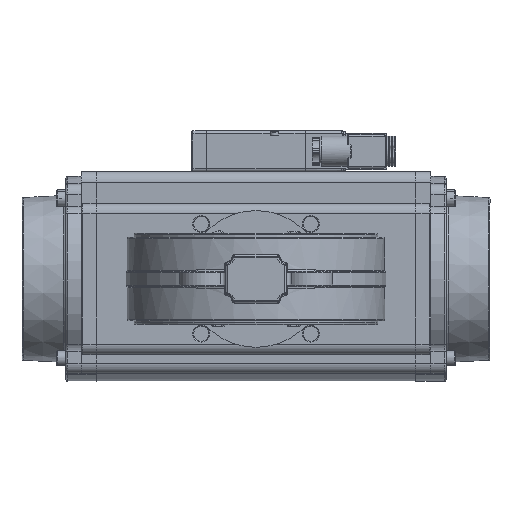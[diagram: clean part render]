
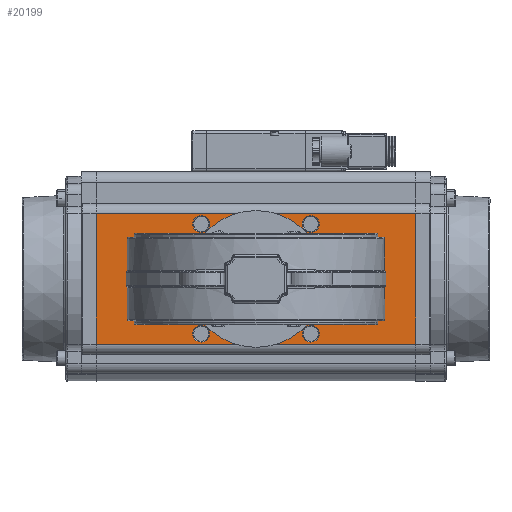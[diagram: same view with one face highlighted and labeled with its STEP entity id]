
A CAD part, front view. The second image highlights one B-rep face of the part: STEP entity #20199.
In plain terms, the highlighted planar face has unit normal (0, -1, 0).
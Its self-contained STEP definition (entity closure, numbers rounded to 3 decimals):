
#354=FACE_BOUND('',#3494,.T.);
#355=FACE_BOUND('',#3495,.T.);
#356=FACE_BOUND('',#3496,.T.);
#357=FACE_BOUND('',#3497,.T.);
#358=FACE_BOUND('',#3498,.T.);
#359=FACE_BOUND('',#3499,.T.);
#360=FACE_BOUND('',#3500,.T.);
#361=FACE_BOUND('',#3501,.T.);
#362=FACE_BOUND('',#3502,.T.);
#1036=PLANE('',#22490);
#2237=FACE_OUTER_BOUND('',#3493,.T.);
#3493=EDGE_LOOP('',(#16441,#16442,#16443,#16444));
#3494=EDGE_LOOP('',(#16445));
#3495=EDGE_LOOP('',(#16446));
#3496=EDGE_LOOP('',(#16447));
#3497=EDGE_LOOP('',(#16448));
#3498=EDGE_LOOP('',(#16449));
#3499=EDGE_LOOP('',(#16450));
#3500=EDGE_LOOP('',(#16451));
#3501=EDGE_LOOP('',(#16452));
#3502=EDGE_LOOP('',(#16453));
#4709=LINE('',#36575,#5960);
#4731=LINE('',#36634,#5982);
#4739=LINE('',#36662,#5990);
#4741=LINE('',#36667,#5992);
#5960=VECTOR('',#27470,10.);
#5982=VECTOR('',#27538,10.);
#5990=VECTOR('',#27566,10.);
#5992=VECTOR('',#27572,10.);
#7366=CIRCLE('',#22491,4.5);
#7367=CIRCLE('',#22492,4.5);
#7368=CIRCLE('',#22493,4.5);
#7369=CIRCLE('',#22494,5.5);
#7370=CIRCLE('',#22495,23.5);
#7371=CIRCLE('',#22496,4.5);
#7372=CIRCLE('',#22497,5.5);
#7373=CIRCLE('',#22498,5.5);
#7374=CIRCLE('',#22499,5.5);
#8929=VERTEX_POINT('',#36572);
#8930=VERTEX_POINT('',#36574);
#8944=VERTEX_POINT('',#36632);
#8954=VERTEX_POINT('',#36661);
#8956=VERTEX_POINT('',#36668);
#8957=VERTEX_POINT('',#36670);
#8958=VERTEX_POINT('',#36672);
#8959=VERTEX_POINT('',#36674);
#8960=VERTEX_POINT('',#36676);
#8961=VERTEX_POINT('',#36678);
#8962=VERTEX_POINT('',#36680);
#8963=VERTEX_POINT('',#36682);
#8964=VERTEX_POINT('',#36684);
#11489=EDGE_CURVE('',#8929,#8930,#4709,.T.);
#11518=EDGE_CURVE('',#8944,#8929,#4731,.T.);
#11532=EDGE_CURVE('',#8930,#8954,#4739,.T.);
#11535=EDGE_CURVE('',#8954,#8944,#4741,.T.);
#11536=EDGE_CURVE('',#8956,#8956,#7366,.T.);
#11537=EDGE_CURVE('',#8957,#8957,#7367,.T.);
#11538=EDGE_CURVE('',#8958,#8958,#7368,.T.);
#11539=EDGE_CURVE('',#8959,#8959,#7369,.T.);
#11540=EDGE_CURVE('',#8960,#8960,#7370,.T.);
#11541=EDGE_CURVE('',#8961,#8961,#7371,.T.);
#11542=EDGE_CURVE('',#8962,#8962,#7372,.T.);
#11543=EDGE_CURVE('',#8963,#8963,#7373,.T.);
#11544=EDGE_CURVE('',#8964,#8964,#7374,.T.);
#16441=ORIENTED_EDGE('',*,*,#11518,.F.);
#16442=ORIENTED_EDGE('',*,*,#11535,.F.);
#16443=ORIENTED_EDGE('',*,*,#11532,.F.);
#16444=ORIENTED_EDGE('',*,*,#11489,.F.);
#16445=ORIENTED_EDGE('',*,*,#11536,.F.);
#16446=ORIENTED_EDGE('',*,*,#11537,.F.);
#16447=ORIENTED_EDGE('',*,*,#11538,.F.);
#16448=ORIENTED_EDGE('',*,*,#11539,.F.);
#16449=ORIENTED_EDGE('',*,*,#11540,.T.);
#16450=ORIENTED_EDGE('',*,*,#11541,.F.);
#16451=ORIENTED_EDGE('',*,*,#11542,.F.);
#16452=ORIENTED_EDGE('',*,*,#11543,.F.);
#16453=ORIENTED_EDGE('',*,*,#11544,.F.);
#20199=ADVANCED_FACE('',(#2237,#354,#355,#356,#357,#358,#359,#360,#361,
#362),#1036,.T.);
#22490=AXIS2_PLACEMENT_3D('',#36666,#27570,#27571);
#22491=AXIS2_PLACEMENT_3D('',#36669,#27573,#27574);
#22492=AXIS2_PLACEMENT_3D('',#36671,#27575,#27576);
#22493=AXIS2_PLACEMENT_3D('',#36673,#27577,#27578);
#22494=AXIS2_PLACEMENT_3D('',#36675,#27579,#27580);
#22495=AXIS2_PLACEMENT_3D('',#36677,#27581,#27582);
#22496=AXIS2_PLACEMENT_3D('',#36679,#27583,#27584);
#22497=AXIS2_PLACEMENT_3D('',#36681,#27585,#27586);
#22498=AXIS2_PLACEMENT_3D('',#36683,#27587,#27588);
#22499=AXIS2_PLACEMENT_3D('',#36685,#27589,#27590);
#27470=DIRECTION('',(-1.,0.,0.));
#27538=DIRECTION('',(0.,0.,-1.));
#27566=DIRECTION('',(0.,0.,1.));
#27570=DIRECTION('center_axis',(0.,-1.,0.));
#27571=DIRECTION('ref_axis',(1.,0.,0.));
#27572=DIRECTION('',(1.,0.,0.));
#27573=DIRECTION('center_axis',(0.,-1.,0.));
#27574=DIRECTION('ref_axis',(-1.,0.,0.));
#27575=DIRECTION('center_axis',(0.,-1.,0.));
#27576=DIRECTION('ref_axis',(-1.,0.,0.));
#27577=DIRECTION('center_axis',(0.,-1.,0.));
#27578=DIRECTION('ref_axis',(-1.,0.,0.));
#27579=DIRECTION('center_axis',(0.,-1.,0.));
#27580=DIRECTION('ref_axis',(-1.,0.,0.));
#27581=DIRECTION('center_axis',(0.,1.,0.));
#27582=DIRECTION('ref_axis',(1.,0.,0.));
#27583=DIRECTION('center_axis',(0.,-1.,0.));
#27584=DIRECTION('ref_axis',(-1.,0.,0.));
#27585=DIRECTION('center_axis',(0.,-1.,0.));
#27586=DIRECTION('ref_axis',(-1.,0.,0.));
#27587=DIRECTION('center_axis',(0.,-1.,0.));
#27588=DIRECTION('ref_axis',(-1.,0.,0.));
#27589=DIRECTION('center_axis',(0.,-1.,0.));
#27590=DIRECTION('ref_axis',(-1.,0.,0.));
#36572=CARTESIAN_POINT('',(42.853,-79.5,-105.));
#36574=CARTESIAN_POINT('',(-42.853,-79.5,-105.));
#36575=CARTESIAN_POINT('',(-49.853,-79.5,-105.));
#36632=CARTESIAN_POINT('',(42.853,-79.5,105.));
#36634=CARTESIAN_POINT('',(42.853,-79.5,0.));
#36661=CARTESIAN_POINT('',(-42.853,-79.5,105.));
#36662=CARTESIAN_POINT('',(-42.853,-79.5,0.));
#36666=CARTESIAN_POINT('Origin',(-49.853,-79.5,0.));
#36667=CARTESIAN_POINT('',(-49.853,-79.5,105.));
#36668=CARTESIAN_POINT('',(-20.249,-79.5,24.749));
#36669=CARTESIAN_POINT('Origin',(-24.749,-79.5,24.749));
#36670=CARTESIAN_POINT('',(-20.249,-79.5,-24.749));
#36671=CARTESIAN_POINT('Origin',(-24.749,-79.5,-24.749));
#36672=CARTESIAN_POINT('',(29.249,-79.5,-24.749));
#36673=CARTESIAN_POINT('Origin',(24.749,-79.5,-24.749));
#36674=CARTESIAN_POINT('',(41.562,-79.5,36.062));
#36675=CARTESIAN_POINT('Origin',(36.062,-79.5,36.062));
#36676=CARTESIAN_POINT('',(-23.5,-79.5,0.));
#36677=CARTESIAN_POINT('Origin',(0.,-79.5,0.));
#36678=CARTESIAN_POINT('',(29.249,-79.5,24.749));
#36679=CARTESIAN_POINT('Origin',(24.749,-79.5,24.749));
#36680=CARTESIAN_POINT('',(41.562,-79.5,-36.062));
#36681=CARTESIAN_POINT('Origin',(36.062,-79.5,-36.062));
#36682=CARTESIAN_POINT('',(-30.562,-79.5,-36.062));
#36683=CARTESIAN_POINT('Origin',(-36.062,-79.5,-36.062));
#36684=CARTESIAN_POINT('',(-30.562,-79.5,36.062));
#36685=CARTESIAN_POINT('Origin',(-36.062,-79.5,36.062));
